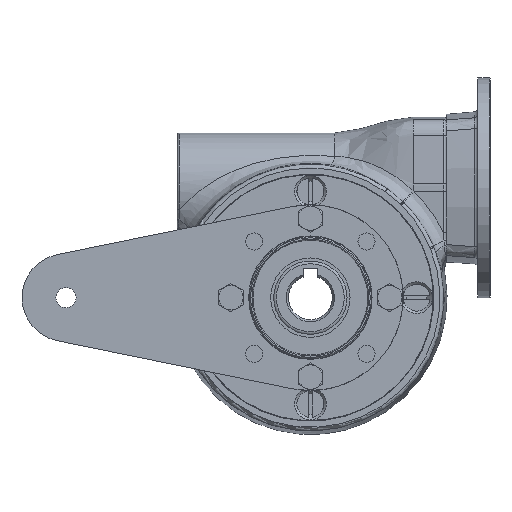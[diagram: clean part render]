
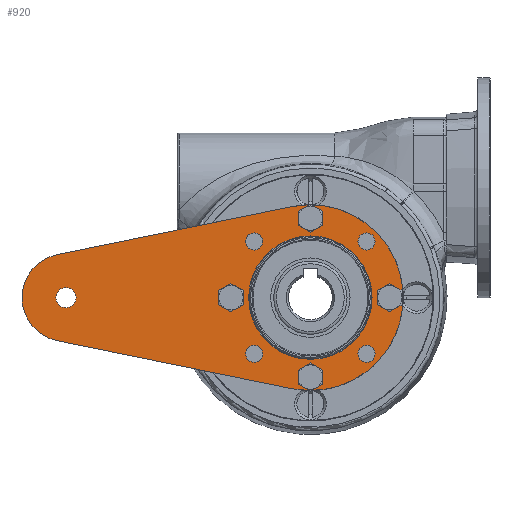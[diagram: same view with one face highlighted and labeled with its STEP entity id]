
A CAD part, top view. The second image highlights one B-rep face of the part: STEP entity #920.
In plain terms, the highlighted planar face has unit normal (0, 0, 1).
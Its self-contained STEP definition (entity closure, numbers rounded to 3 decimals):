
#920 = ADVANCED_FACE( '', ( #2168, #2169, #2170, #2171, #2172, #2173, #2174, #2175, #2176, #2177, #2178 ), #2179, .F. );
#2168 = FACE_OUTER_BOUND( '', #5876, .T. );
#2169 = FACE_BOUND( '', #5877, .T. );
#2170 = FACE_BOUND( '', #5878, .T. );
#2171 = FACE_BOUND( '', #5879, .T. );
#2172 = FACE_BOUND( '', #5880, .T. );
#2173 = FACE_BOUND( '', #5881, .T. );
#2174 = FACE_BOUND( '', #5882, .T. );
#2175 = FACE_BOUND( '', #5883, .T. );
#2176 = FACE_BOUND( '', #5884, .T. );
#2177 = FACE_BOUND( '', #5885, .T. );
#2178 = FACE_BOUND( '', #5886, .T. );
#2179 = PLANE( '', #5887 );
#5876 = EDGE_LOOP( '', ( #11154, #11155, #11156, #11157 ) );
#5877 = EDGE_LOOP( '', ( #11158 ) );
#5878 = EDGE_LOOP( '', ( #11159 ) );
#5879 = EDGE_LOOP( '', ( #11160 ) );
#5880 = EDGE_LOOP( '', ( #11161 ) );
#5881 = EDGE_LOOP( '', ( #11162 ) );
#5882 = EDGE_LOOP( '', ( #11163 ) );
#5883 = EDGE_LOOP( '', ( #11164 ) );
#5884 = EDGE_LOOP( '', ( #11165 ) );
#5885 = EDGE_LOOP( '', ( #11166 ) );
#5886 = EDGE_LOOP( '', ( #11167 ) );
#5887 = AXIS2_PLACEMENT_3D( '', #11168, #11169, #11170 );
#11154 = ORIENTED_EDGE( '', *, *, #13378, .F. );
#11155 = ORIENTED_EDGE( '', *, *, #13849, .F. );
#11156 = ORIENTED_EDGE( '', *, *, #13850, .F. );
#11157 = ORIENTED_EDGE( '', *, *, #13552, .F. );
#11158 = ORIENTED_EDGE( '', *, *, #13350, .T. );
#11159 = ORIENTED_EDGE( '', *, *, #13615, .T. );
#11160 = ORIENTED_EDGE( '', *, *, #13851, .T. );
#11161 = ORIENTED_EDGE( '', *, *, #13191, .T. );
#11162 = ORIENTED_EDGE( '', *, *, #13852, .F. );
#11163 = ORIENTED_EDGE( '', *, *, #13853, .F. );
#11164 = ORIENTED_EDGE( '', *, *, #13467, .F. );
#11165 = ORIENTED_EDGE( '', *, *, #13854, .F. );
#11166 = ORIENTED_EDGE( '', *, *, #13650, .T. );
#11167 = ORIENTED_EDGE( '', *, *, #13855, .T. );
#11168 = CARTESIAN_POINT( '', ( 0., 0., 39. ) );
#11169 = DIRECTION( '', ( 0., 0., -1. ) );
#11170 = DIRECTION( '', ( -1., 0., 0. ) );
#13191 = EDGE_CURVE( '', #14649, #14649, #14650, .T. );
#13350 = EDGE_CURVE( '', #14914, #14914, #14915, .T. );
#13378 = EDGE_CURVE( '', #14961, #14963, #14964, .T. );
#13467 = EDGE_CURVE( '', #15103, #15103, #15104, .F. );
#13552 = EDGE_CURVE( '', #14963, #15235, #15236, .F. );
#13615 = EDGE_CURVE( '', #15328, #15328, #15329, .T. );
#13650 = EDGE_CURVE( '', #15382, #15382, #15383, .T. );
#13849 = EDGE_CURVE( '', #15661, #14961, #15662, .F. );
#13850 = EDGE_CURVE( '', #15235, #15661, #15663, .T. );
#13851 = EDGE_CURVE( '', #15664, #15664, #15665, .T. );
#13852 = EDGE_CURVE( '', #15666, #15666, #15667, .F. );
#13853 = EDGE_CURVE( '', #15668, #15668, #15669, .F. );
#13854 = EDGE_CURVE( '', #15670, #15670, #15671, .F. );
#13855 = EDGE_CURVE( '', #15672, #15672, #15673, .T. );
#14649 = VERTEX_POINT( '', #16722 );
#14650 = CIRCLE( '', #16723, 4.35 );
#14914 = VERTEX_POINT( '', #17387 );
#14915 = CIRCLE( '', #17388, 4.35 );
#14961 = VERTEX_POINT( '', #17493 );
#14963 = VERTEX_POINT( '', #17496 );
#14964 = CIRCLE( '', #17497, 38. );
#15103 = VERTEX_POINT( '', #17713 );
#15104 = CIRCLE( '', #17714, 3.5 );
#15235 = VERTEX_POINT( '', #18022 );
#15236 = LINE( '', #18023, #18024 );
#15328 = VERTEX_POINT( '', #18257 );
#15329 = CIRCLE( '', #18258, 4.35 );
#15382 = VERTEX_POINT( '', #18518 );
#15383 = CIRCLE( '', #18519, 4.1 );
#15661 = VERTEX_POINT( '', #19413 );
#15662 = LINE( '', #19414, #19415 );
#15663 = CIRCLE( '', #19416, 18. );
#15664 = VERTEX_POINT( '', #19417 );
#15665 = CIRCLE( '', #19418, 4.35 );
#15666 = VERTEX_POINT( '', #19419 );
#15667 = CIRCLE( '', #19420, 3.5 );
#15668 = VERTEX_POINT( '', #19421 );
#15669 = CIRCLE( '', #19422, 3.5 );
#15670 = VERTEX_POINT( '', #19423 );
#15671 = CIRCLE( '', #19424, 3.5 );
#15672 = VERTEX_POINT( '', #19425 );
#15673 = CIRCLE( '', #19426, 25.25 );
#16722 = CARTESIAN_POINT( '', ( 36.85, 0., 39. ) );
#16723 = AXIS2_PLACEMENT_3D( '', #21227, #21228, #21229 );
#17387 = CARTESIAN_POINT( '', ( 4.35, -32.5, 39. ) );
#17388 = AXIS2_PLACEMENT_3D( '', #21406, #21407, #21408 );
#17493 = CARTESIAN_POINT( '', ( -7.6, 37.232, 39. ) );
#17496 = CARTESIAN_POINT( '', ( -7.6, -37.232, 39. ) );
#17497 = AXIS2_PLACEMENT_3D( '', #21431, #21432, #21433 );
#17713 = CARTESIAN_POINT( '', ( 22.981, 19.481, 39. ) );
#17714 = AXIS2_PLACEMENT_3D( '', #21554, #21555, #21556 );
#18022 = CARTESIAN_POINT( '', ( -103.6, -17.636, 39. ) );
#18023 = CARTESIAN_POINT( '', ( -7.6, -37.232, 39. ) );
#18024 = VECTOR( '', #21665, 1000. );
#18257 = CARTESIAN_POINT( '', ( 4.35, 32.5, 39. ) );
#18258 = AXIS2_PLACEMENT_3D( '', #21720, #21721, #21722 );
#18518 = CARTESIAN_POINT( '', ( -100., -4.1, 39. ) );
#18519 = AXIS2_PLACEMENT_3D( '', #21746, #21747, #21748 );
#19413 = CARTESIAN_POINT( '', ( -103.6, 17.636, 39. ) );
#19414 = CARTESIAN_POINT( '', ( -7.6, 37.232, 39. ) );
#19415 = VECTOR( '', #21989, 1000. );
#19416 = AXIS2_PLACEMENT_3D( '', #21990, #21991, #21992 );
#19417 = CARTESIAN_POINT( '', ( -28.15, 0., 39. ) );
#19418 = AXIS2_PLACEMENT_3D( '', #21993, #21994, #21995 );
#19419 = CARTESIAN_POINT( '', ( -22.981, -26.481, 39. ) );
#19420 = AXIS2_PLACEMENT_3D( '', #21996, #21997, #21998 );
#19421 = CARTESIAN_POINT( '', ( -22.981, 19.481, 39. ) );
#19422 = AXIS2_PLACEMENT_3D( '', #21999, #22000, #22001 );
#19423 = CARTESIAN_POINT( '', ( 22.981, -26.481, 39. ) );
#19424 = AXIS2_PLACEMENT_3D( '', #22002, #22003, #22004 );
#19425 = CARTESIAN_POINT( '', ( 0., -25.25, 39. ) );
#19426 = AXIS2_PLACEMENT_3D( '', #22005, #22006, #22007 );
#21227 = CARTESIAN_POINT( '', ( 32.5, 0., 39. ) );
#21228 = DIRECTION( '', ( 0., 0., -1. ) );
#21229 = DIRECTION( '', ( 1., 0., 0. ) );
#21406 = CARTESIAN_POINT( '', ( 0., -32.5, 39. ) );
#21407 = DIRECTION( '', ( 0., 0., -1. ) );
#21408 = DIRECTION( '', ( 1., 0., 0. ) );
#21431 = CARTESIAN_POINT( '', ( 0., 0., 39. ) );
#21432 = DIRECTION( '', ( 0., 0., -1. ) );
#21433 = DIRECTION( '', ( 0., -1., 0. ) );
#21554 = CARTESIAN_POINT( '', ( 22.981, 22.981, 39. ) );
#21555 = DIRECTION( '', ( 0., 0., -1. ) );
#21556 = DIRECTION( '', ( 0., -1., 0. ) );
#21665 = DIRECTION( '', ( 0.98, -0.2, 0. ) );
#21720 = CARTESIAN_POINT( '', ( 0., 32.5, 39. ) );
#21721 = DIRECTION( '', ( 0., 0., -1. ) );
#21722 = DIRECTION( '', ( 1., 0., 0. ) );
#21746 = CARTESIAN_POINT( '', ( -100., 0., 39. ) );
#21747 = DIRECTION( '', ( 0., 0., -1. ) );
#21748 = DIRECTION( '', ( 0., -1., 0. ) );
#21989 = DIRECTION( '', ( -0.98, -0.2, 0. ) );
#21990 = CARTESIAN_POINT( '', ( -100., 0., 39. ) );
#21991 = DIRECTION( '', ( 0., 0., -1. ) );
#21992 = DIRECTION( '', ( 0., -1., 0. ) );
#21993 = CARTESIAN_POINT( '', ( -32.5, 0., 39. ) );
#21994 = DIRECTION( '', ( 0., 0., -1. ) );
#21995 = DIRECTION( '', ( 1., 0., 0. ) );
#21996 = CARTESIAN_POINT( '', ( -22.981, -22.981, 39. ) );
#21997 = DIRECTION( '', ( 0., 0., -1. ) );
#21998 = DIRECTION( '', ( 0., -1., 0. ) );
#21999 = CARTESIAN_POINT( '', ( -22.981, 22.981, 39. ) );
#22000 = DIRECTION( '', ( 0., 0., -1. ) );
#22001 = DIRECTION( '', ( 0., -1., 0. ) );
#22002 = CARTESIAN_POINT( '', ( 22.981, -22.981, 39. ) );
#22003 = DIRECTION( '', ( 0., 0., -1. ) );
#22004 = DIRECTION( '', ( 0., -1., 0. ) );
#22005 = CARTESIAN_POINT( '', ( 0., 0., 39. ) );
#22006 = DIRECTION( '', ( 0., 0., -1. ) );
#22007 = DIRECTION( '', ( 0., -1., 0. ) );
